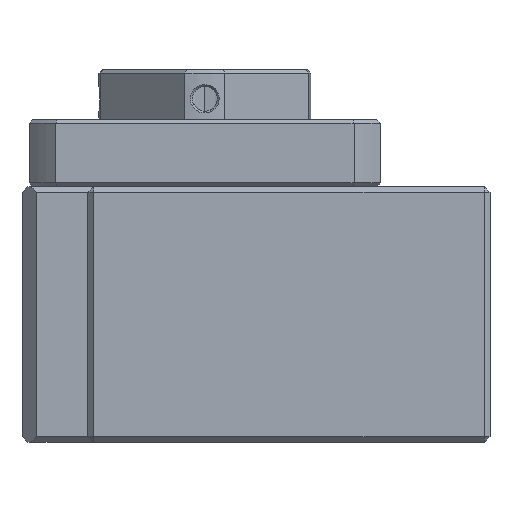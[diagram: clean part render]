
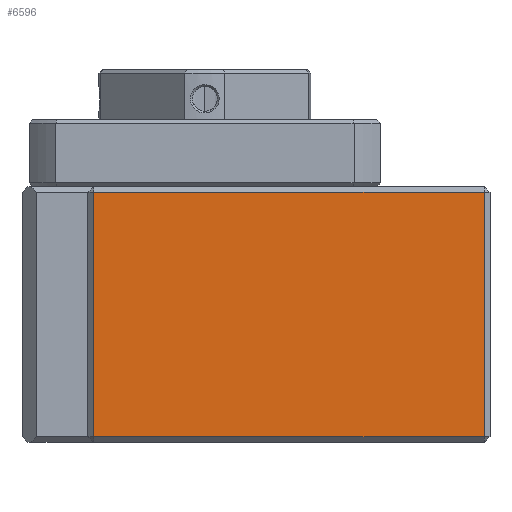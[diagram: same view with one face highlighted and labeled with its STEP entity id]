
A CAD part, left-side view. The second image highlights one B-rep face of the part: STEP entity #6596.
In plain terms, the highlighted planar face has unit normal (-1, 0, 0).
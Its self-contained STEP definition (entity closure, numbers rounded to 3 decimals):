
#57 = LINE ( 'NONE', #8299, #26214 ) ;
#1188 = VERTEX_POINT ( 'NONE', #17421 ) ;
#1507 = ORIENTED_EDGE ( 'NONE', *, *, #15374, .F. ) ;
#1849 = VERTEX_POINT ( 'NONE', #6598 ) ;
#2438 = CARTESIAN_POINT ( 'NONE',  ( -43., 0.8, 16.7 ) ) ;
#2683 = VERTEX_POINT ( 'NONE', #12245 ) ;
#4153 = ORIENTED_EDGE ( 'NONE', *, *, #13498, .T. ) ;
#4872 = DIRECTION ( 'NONE',  ( 0., 1., 0. ) ) ;
#6350 = DIRECTION ( 'NONE',  ( 0., 0., 1. ) ) ;
#6596 = ADVANCED_FACE ( 'NONE', ( #12247 ), #14258, .F. ) ;
#6598 = CARTESIAN_POINT ( 'NONE',  ( -43., 54.2, -16.7 ) ) ;
#6984 = CARTESIAN_POINT ( 'NONE',  ( -43., 55., -16.7 ) ) ;
#7218 = DIRECTION ( 'NONE',  ( 0., 0., -1. ) ) ;
#8299 = CARTESIAN_POINT ( 'NONE',  ( -43., 55., 16.7 ) ) ;
#8872 = DIRECTION ( 'NONE',  ( 1., 0., 0. ) ) ;
#9192 = VECTOR ( 'NONE', #7218, 1000. ) ;
#9741 = CARTESIAN_POINT ( 'NONE',  ( -43., 0.8, 17.5 ) ) ;
#12012 = VECTOR ( 'NONE', #23201, 1000. ) ;
#12245 = CARTESIAN_POINT ( 'NONE',  ( -43., 0.8, -16.7 ) ) ;
#12247 = FACE_OUTER_BOUND ( 'NONE', #20835, .T. ) ;
#13026 = VECTOR ( 'NONE', #6350, 1000. ) ;
#13498 = EDGE_CURVE ( 'NONE', #1849, #2683, #22940, .T. ) ;
#13640 = LINE ( 'NONE', #9741, #9192 ) ;
#14258 = PLANE ( 'NONE',  #24856 ) ;
#14987 = EDGE_CURVE ( 'NONE', #1188, #21917, #57, .T. ) ;
#15281 = LINE ( 'NONE', #17178, #13026 ) ;
#15374 = EDGE_CURVE ( 'NONE', #1849, #1188, #15281, .T. ) ;
#17178 = CARTESIAN_POINT ( 'NONE',  ( -43., 54.2, 17.5 ) ) ;
#17421 = CARTESIAN_POINT ( 'NONE',  ( -43., 54.2, 16.7 ) ) ;
#18583 = DIRECTION ( 'NONE',  ( 0., -1., 0. ) ) ;
#20835 = EDGE_LOOP ( 'NONE', ( #23478, #25248, #1507, #4153 ) ) ;
#21199 = CARTESIAN_POINT ( 'NONE',  ( -43., 55., 17.5 ) ) ;
#21917 = VERTEX_POINT ( 'NONE', #2438 ) ;
#22587 = EDGE_CURVE ( 'NONE', #21917, #2683, #13640, .T. ) ;
#22940 = LINE ( 'NONE', #6984, #12012 ) ;
#23201 = DIRECTION ( 'NONE',  ( 0., -1., 0. ) ) ;
#23478 = ORIENTED_EDGE ( 'NONE', *, *, #22587, .F. ) ;
#24856 = AXIS2_PLACEMENT_3D ( 'NONE', #21199, #8872, #4872 ) ;
#25248 = ORIENTED_EDGE ( 'NONE', *, *, #14987, .F. ) ;
#26214 = VECTOR ( 'NONE', #18583, 1000. ) ;
